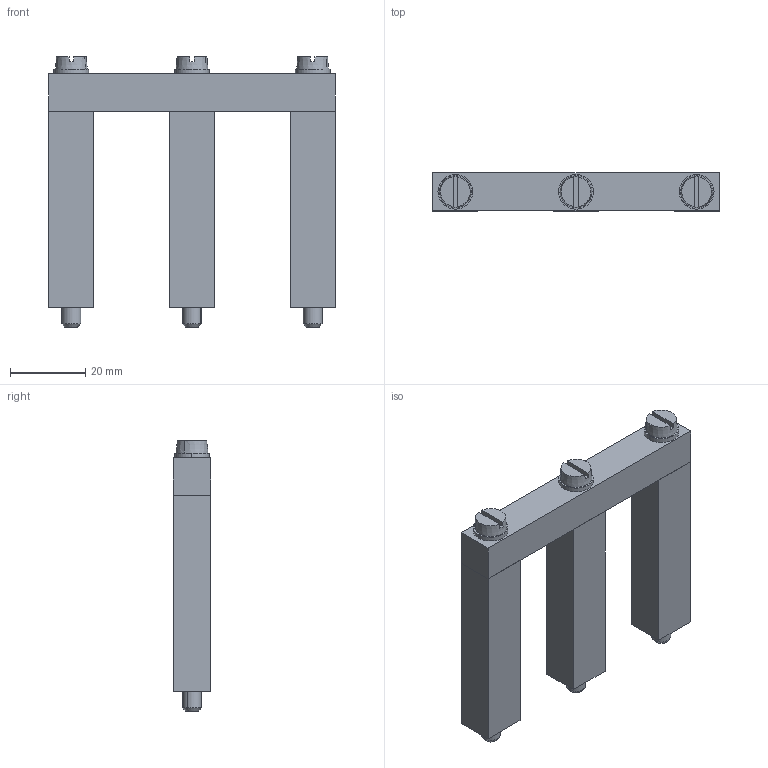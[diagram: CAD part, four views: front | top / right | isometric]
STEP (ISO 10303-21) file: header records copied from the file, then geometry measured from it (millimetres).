
FILE_DESCRIPTION(('CATIA V5 STEP Exchange','CAx-IF Rec.Pracs.--- Model Styling and Organization---1.4--- 2014-01-23'),'2;1');
FILE_NAME ('005264-5_0', '2021-05-31T04:30:50+00:00', ('none'), ('Weidmueller'), 'CATIA Version 5-6 Release 2016 SP3 HF44', 'CATIA V5 STEP AP214', 'none');
FILE_SCHEMA(('AUTOMOTIVE_DESIGN { 1 0 10303 214 1 1 1 1 }'));
Length unit declared in the file: millimetre
Products named in the file (1): 15574_WQV_120_3_AllCATPart
Bounding box: 76 x 10 x 71.8 mm (x, y, z)
Volume: 25918.3 mm3; surface area: 17701.9 mm2
Topology: 10 solids, 10 shells, 141 faces, 306 edges, 188 vertices
Faces by surface type: plane 51, cone 42, cylinder 42, torus 6
Entity records: 3655 total; most frequent: CARTESIAN_POINT 739, ORIENTED_EDGE 612, DIRECTION 488, EDGE_CURVE 306, AXIS2_PLACEMENT_3D 239, VERTEX_POINT 188, EDGE_LOOP 162, VECTOR 144
